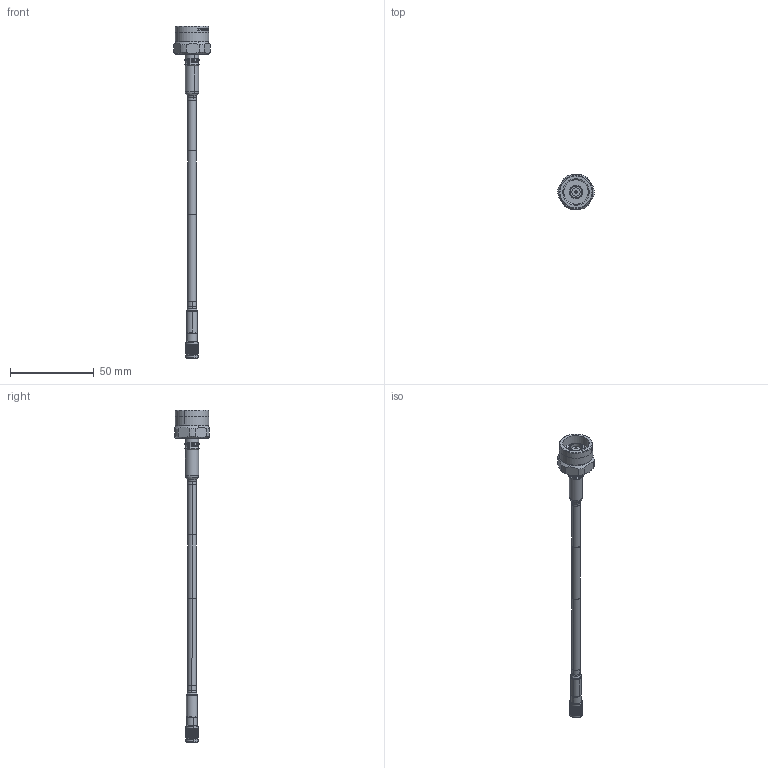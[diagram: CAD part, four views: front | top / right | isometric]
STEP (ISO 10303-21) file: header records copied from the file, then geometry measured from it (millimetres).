
FILE_DESCRIPTION (( 'STEP AP214' ), '1' );
FILE_NAME ('FMCA3245_3D.step', '2023-05-10T07:47:23', ( '' ), ( '' ), 'SwSTEP 2.0', 'SolidWorks 2022', '' );
FILE_SCHEMA (( 'AUTOMOTIVE_DESIGN' ));
Length unit declared in the file: inch
Products named in the file (10): TC-195-NMH-X_ferrule; TC-195-NMH-X_c-contact; TC-195-NMH-X; TC-195-NMH-X_body; TC-195-NMH-X_insulator; Copy of HeatShrink_TC-195-NMH-X^FMCA3245; Copy of HeatShrink_FMCN1816^FMCA3245; FMCN1816; FMCA3245_3D; LMR-195-FM_LMR-195-UF
Assembly tree (9 placements, depth 3):
  FMCA3245_3D
    Copy of HeatShrink_TC-195-NMH-X^FMCA3245
    LMR-195-FM_LMR-195-UF
    FMCN1816
    TC-195-NMH-X
      TC-195-NMH-X_body
      TC-195-NMH-X_c-contact
      TC-195-NMH-X_insulator
      TC-195-NMH-X_ferrule
    Copy of HeatShrink_FMCN1816^FMCA3245
Bounding box: 22 x 20.88 x 198.75 mm (x, y, z)
Volume: 10323.2 mm3; surface area: 9398 mm2
Topology: 8 solids, 8 shells, 2055 faces, 4484 edges, 2480 vertices
Faces by surface type: bspline 1347, cylinder 482, plane 124, cone 92, torus 10
Entity records: 81932 total; most frequent: CARTESIAN_POINT 50849, ORIENTED_EDGE 8960, EDGE_CURVE 4480, DIRECTION 2715, VERTEX_POINT 2480, B_SPLINE_CURVE_WITH_KNOTS 2391, EDGE_LOOP 2100, FACE_OUTER_BOUND 2055
